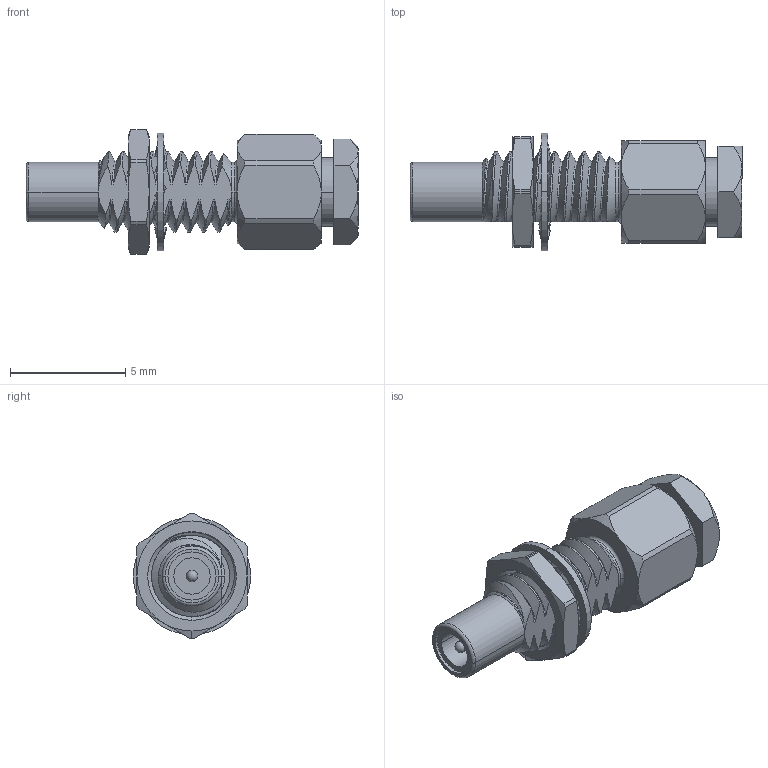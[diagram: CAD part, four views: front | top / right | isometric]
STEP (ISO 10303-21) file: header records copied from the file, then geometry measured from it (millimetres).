
FILE_DESCRIPTION (( 'STEP AP203' ), '1' );
FILE_NAME ('FMCN1255.step', '2019-06-12T15:28:32', ( '' ), ( '' ), 'SwSTEP 2.0', 'SolidWorks 2018', '' );
FILE_SCHEMA (( 'CONFIG_CONTROL_DESIGN' ));
Length unit declared in the file: inch
Products named in the file (1): FMCN1255
Bounding box: 14.38 x 5.08 x 5.41 mm (x, y, z)
Volume: 134.3 mm3; surface area: 341.3 mm2
Topology: 3 solids, 3 shells, 214 faces, 532 edges, 339 vertices
Faces by surface type: bspline 70, cone 51, cylinder 45, plane 43, torus 4, sphere 1
Entity records: 15241 total; most frequent: CARTESIAN_POINT 10802, ORIENTED_EDGE 1060, DIRECTION 667, EDGE_CURVE 530, VERTEX_POINT 339, AXIS2_PLACEMENT_3D 270, B_SPLINE_CURVE_WITH_KNOTS 239, EDGE_LOOP 235
